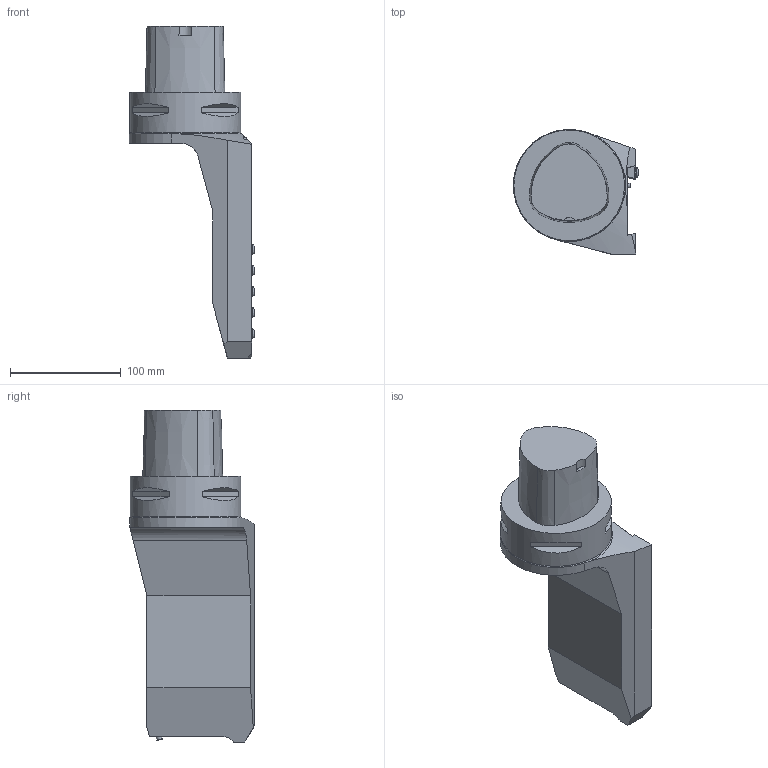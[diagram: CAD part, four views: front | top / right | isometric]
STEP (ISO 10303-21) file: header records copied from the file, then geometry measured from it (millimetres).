
FILE_DESCRIPTION(/* description */ (''),/* implementation_level */ '2;1');
FILE_NAME(/* name */ '1524139364780.stp',/* time_stamp */ '2018-04-19T14:02:53+02:00',/* author */ (''),/* organization */ ('SMS'),/* preprocessor_version */ 'ST-DEVELOPER v15',/* originating_system */ 'SIEMENS PLM Software NX 8.5',/* authorisation */ '');
FILE_SCHEMA (('AUTOMOTIVE_DESIGN { 1 0 10303 214 3 1 1 1 }'));
Length unit declared in the file: millimetre
Products named in the file (1): 201608235mod000_00
Bounding box: 113.25 x 112.5 x 300 mm (x, y, z)
Volume: 1192155.2 mm3; surface area: 98265.8 mm2
Topology: 1 solids, 1 shells, 83 faces, 201 edges, 134 vertices
Faces by surface type: plane 55, cylinder 12, cone 10, bspline 5, torus 1
Full cylindrical faces by diameter (mm): 4 x1, 5 x1, 9.5 x5, 100 x1
Entity records: 2538 total; most frequent: CARTESIAN_POINT 604, DIRECTION 387, ORIENTED_EDGE 366, EDGE_CURVE 183, AXIS2_PLACEMENT_3D 140, VERTEX_POINT 129, EDGE_LOOP 110, LINE 107
